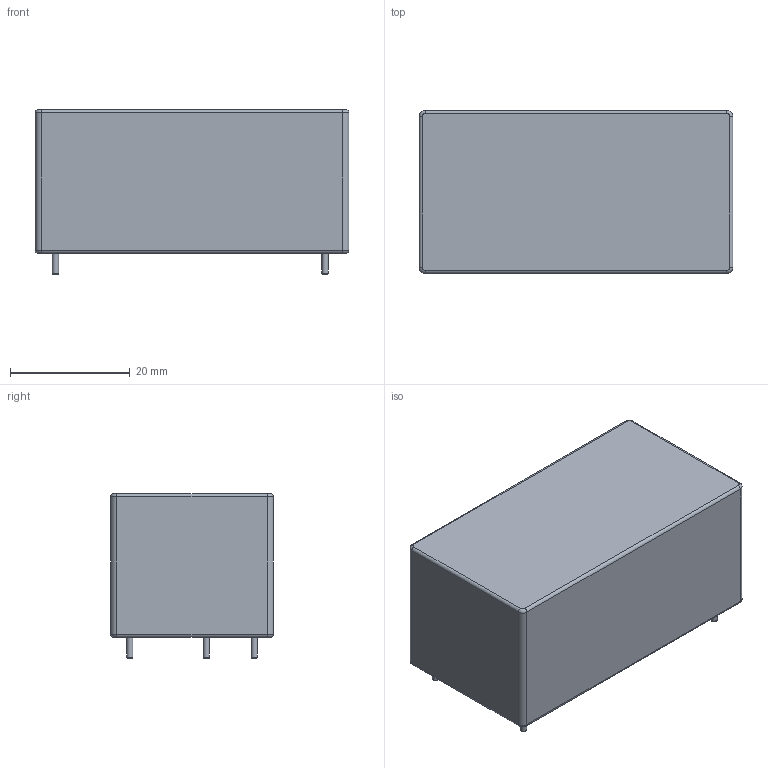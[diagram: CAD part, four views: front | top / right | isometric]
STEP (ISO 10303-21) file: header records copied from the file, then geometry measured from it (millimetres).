
FILE_DESCRIPTION(/* description */ ('model of Converter_ACDC_MeanWell_IRM-20-xx_THT'),/* implementation_level */ '2;1');
FILE_NAME(/* name */ 'Converter_ACDC_MeanWell_IRM-20-xx_THT.step',/* time_stamp */ '2018-05-03T17:40:05',/* author */ ('kicad StepUp','ksu'),/* organization */ ('FreeCAD'),/* preprocessor_version */ 'OCC',/* originating_system */ 'kicad StepUp',/* authorisation */ '');
FILE_SCHEMA(('AUTOMOTIVE_DESIGN { 1 0 10303 214 1 1 1 1 }'));
Length unit declared in the file: millimetre
Products named in the file (1): Converter_ACDC_MeanWell_IRM_20_xx_THT
Bounding box: 52.4 x 27.2 x 27.5 mm (x, y, z)
Volume: 34181.1 mm3; surface area: 6605.1 mm2
Topology: 1 solids, 1 shells, 38 faces, 76 edges, 44 vertices
Faces by surface type: cylinder 16, torus 12, plane 10
Full cylindrical faces by diameter (mm): 1.04 x4
Entity records: 784 total; most frequent: CARTESIAN_POINT 117, ORIENTED_EDGE 116, AXIS2_PLACEMENT_3D 84, EDGE_CURVE 76, CIRCLE 48, VERTEX_POINT 44, FACE_BOUND 42, EDGE_LOOP 42
